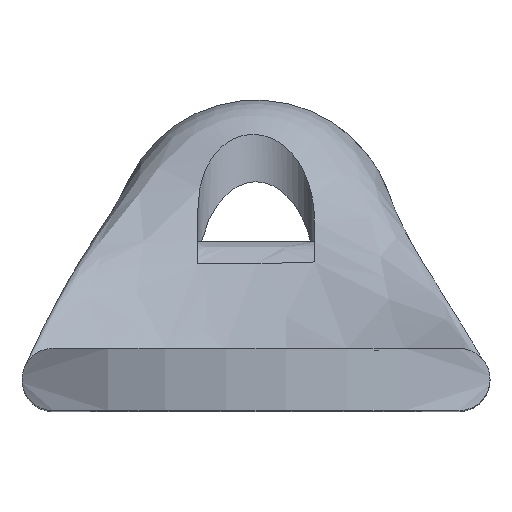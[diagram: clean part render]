
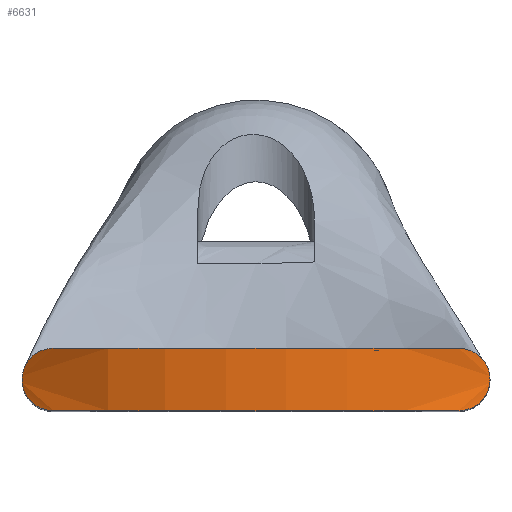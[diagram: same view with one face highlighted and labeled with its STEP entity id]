
A CAD part, top view. The second image highlights one B-rep face of the part: STEP entity #6631.
In plain terms, the highlighted cylindrical face has radius 20 mm (diameter 40 mm), a partial arc.
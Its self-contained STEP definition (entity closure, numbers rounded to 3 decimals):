
#4231=CARTESIAN_POINT('',(-10.4,-5.55,57.583));
#4232=VERTEX_POINT('',#4231);
#4241=CARTESIAN_POINT('',(10.4,-5.55,57.583));
#4242=VERTEX_POINT('',#4241);
#4243=CARTESIAN_POINT('',(0.,-5.55,40.5));
#4244=DIRECTION('',(0.,1.,0.));
#4245=DIRECTION('',(0.6,0.,-0.8));
#4246=AXIS2_PLACEMENT_3D('',#4243,#4244,#4245);
#4247=CIRCLE('',#4246,20.);
#4248=EDGE_CURVE('',#4232,#4242,#4247,.T.);
#6509=CARTESIAN_POINT('',(10.4,-8.75,57.583));
#6510=VERTEX_POINT('',#6509);
#6517=CARTESIAN_POINT('',(-10.4,-8.75,57.583));
#6518=VERTEX_POINT('',#6517);
#6519=CARTESIAN_POINT('',(0.,-8.75,40.5));
#6520=DIRECTION('',(0.,-1.,0.));
#6521=DIRECTION('',(0.6,0.,-0.8));
#6522=AXIS2_PLACEMENT_3D('',#6519,#6520,#6521);
#6523=CIRCLE('',#6522,20.);
#6524=EDGE_CURVE('',#6510,#6518,#6523,.T.);
#6544=CARTESIAN_POINT('',(-12.,-7.15,56.5));
#6545=VERTEX_POINT('',#6544);
#6546=CARTESIAN_POINT('',(-12.,-7.15,56.5));
#6547=CARTESIAN_POINT('',(-12.,-6.949,56.5));
#6548=CARTESIAN_POINT('',(-11.96,-6.74,56.53));
#6549=CARTESIAN_POINT('',(-11.807,-6.362,56.643));
#6550=CARTESIAN_POINT('',(-11.695,-6.193,56.725));
#6551=CARTESIAN_POINT('',(-11.423,-5.9,56.918));
#6552=CARTESIAN_POINT('',(-11.236,-5.768,57.047));
#6553=CARTESIAN_POINT('',(-10.828,-5.593,57.317));
#6554=CARTESIAN_POINT('',(-10.608,-5.55,57.457));
#6555=CARTESIAN_POINT('',(-10.4,-5.55,57.583));
#6556=B_SPLINE_CURVE_WITH_KNOTS('',3,(#6546,#6547,#6548,#6549,#6550,#6551,#6552,#6553,#6554,#6555),.UNSPECIFIED.,.F.,.U.,(4,2,2,2,4),(1.05,1.11,1.17,1.243,1.316),.UNSPECIFIED.);
#6557=EDGE_CURVE('',#6545,#4232,#6556,.T.);
#6564=CARTESIAN_POINT('',(-10.4,-8.75,57.583));
#6565=CARTESIAN_POINT('',(-10.608,-8.75,57.457));
#6566=CARTESIAN_POINT('',(-10.828,-8.707,57.317));
#6567=CARTESIAN_POINT('',(-11.236,-8.532,57.047));
#6568=CARTESIAN_POINT('',(-11.423,-8.4,56.918));
#6569=CARTESIAN_POINT('',(-11.695,-8.107,56.725));
#6570=CARTESIAN_POINT('',(-11.807,-7.938,56.643));
#6571=CARTESIAN_POINT('',(-11.96,-7.56,56.53));
#6572=CARTESIAN_POINT('',(-12.0,-7.351,56.5));
#6573=CARTESIAN_POINT('',(-12.0,-7.15,56.5));
#6574=B_SPLINE_CURVE_WITH_KNOTS('',3,(#6564,#6565,#6566,#6567,#6568,#6569,#6570,#6571,#6572,#6573),.UNSPECIFIED.,.F.,.U.,(4,2,2,2,4),(0.784,0.857,0.93,0.99,1.05),.UNSPECIFIED.);
#6575=EDGE_CURVE('',#6518,#6545,#6574,.T.);
#6592=CARTESIAN_POINT('',(0.0,-5.55,40.5));
#6593=DIRECTION('',(0.,-1.0,0.0));
#6594=DIRECTION('',(0.6,0.,-0.8));
#6595=AXIS2_PLACEMENT_3D('',#6592,#6593,#6594);
#6596=CYLINDRICAL_SURFACE('',#6595,20.);
#6597=CARTESIAN_POINT('',(12.,-7.15,56.5));
#6598=VERTEX_POINT('',#6597);
#6599=CARTESIAN_POINT('',(12.,-7.15,56.5));
#6600=CARTESIAN_POINT('',(12.,-7.351,56.5));
#6601=CARTESIAN_POINT('',(11.96,-7.56,56.53));
#6602=CARTESIAN_POINT('',(11.807,-7.938,56.643));
#6603=CARTESIAN_POINT('',(11.695,-8.107,56.725));
#6604=CARTESIAN_POINT('',(11.423,-8.4,56.918));
#6605=CARTESIAN_POINT('',(11.236,-8.532,57.047));
#6606=CARTESIAN_POINT('',(10.828,-8.707,57.317));
#6607=CARTESIAN_POINT('',(10.608,-8.75,57.457));
#6608=CARTESIAN_POINT('',(10.4,-8.75,57.583));
#6609=B_SPLINE_CURVE_WITH_KNOTS('',3,(#6599,#6600,#6601,#6602,#6603,#6604,#6605,#6606,#6607,#6608),.UNSPECIFIED.,.F.,.U.,(4,2,2,2,4),(0.525,0.585,0.645,0.718,0.791),.UNSPECIFIED.);
#6610=EDGE_CURVE('',#6598,#6510,#6609,.T.);
#6611=ORIENTED_EDGE('',*,*,#6610,.F.);
#6612=CARTESIAN_POINT('',(10.4,-5.55,57.583));
#6613=CARTESIAN_POINT('',(10.608,-5.55,57.457));
#6614=CARTESIAN_POINT('',(10.828,-5.593,57.317));
#6615=CARTESIAN_POINT('',(11.236,-5.768,57.047));
#6616=CARTESIAN_POINT('',(11.423,-5.9,56.918));
#6617=CARTESIAN_POINT('',(11.695,-6.193,56.725));
#6618=CARTESIAN_POINT('',(11.807,-6.362,56.643));
#6619=CARTESIAN_POINT('',(11.96,-6.74,56.53));
#6620=CARTESIAN_POINT('',(12.,-6.949,56.5));
#6621=CARTESIAN_POINT('',(12.,-7.15,56.5));
#6622=B_SPLINE_CURVE_WITH_KNOTS('',3,(#6612,#6613,#6614,#6615,#6616,#6617,#6618,#6619,#6620,#6621),.UNSPECIFIED.,.F.,.U.,(4,2,2,2,4),(0.259,0.332,0.405,0.465,0.525),.UNSPECIFIED.);
#6623=EDGE_CURVE('',#4242,#6598,#6622,.T.);
#6624=ORIENTED_EDGE('',*,*,#6623,.F.);
#6625=ORIENTED_EDGE('',*,*,#4248,.F.);
#6626=ORIENTED_EDGE('',*,*,#6557,.F.);
#6627=ORIENTED_EDGE('',*,*,#6575,.F.);
#6628=ORIENTED_EDGE('',*,*,#6524,.F.);
#6629=EDGE_LOOP('',(#6611,#6624,#6625,#6626,#6627,#6628));
#6630=FACE_OUTER_BOUND('',#6629,.T.);
#6631=ADVANCED_FACE('',(#6630),#6596,.T.);
